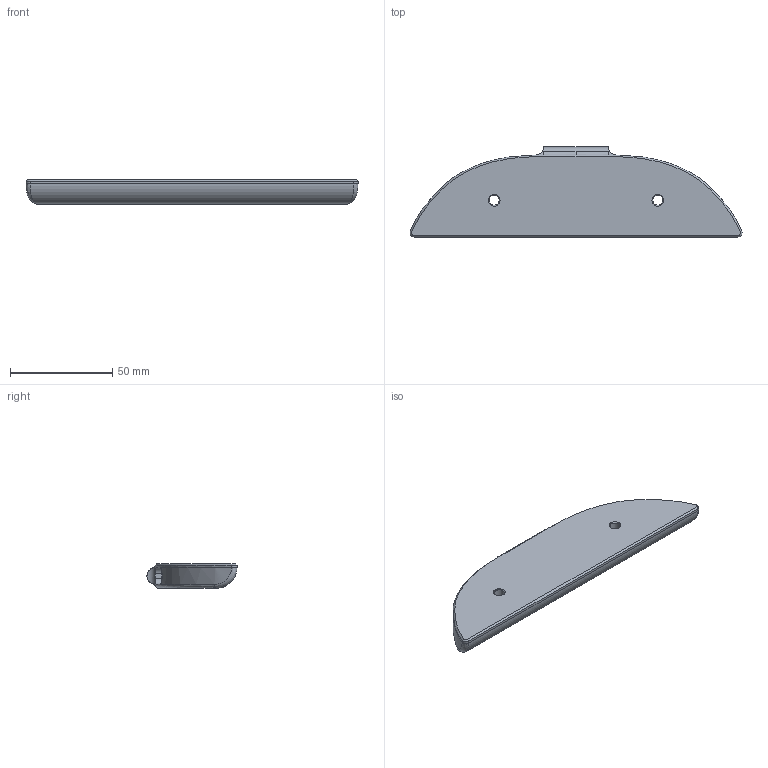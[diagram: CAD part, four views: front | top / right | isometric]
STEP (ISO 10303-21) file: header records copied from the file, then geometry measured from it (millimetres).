
FILE_DESCRIPTION(('HOOPS Exchange Step'),'2;1');
FILE_NAME('temp_export','2021-04-05T04:27:54-04:00',('poastoast'),('Shapr3D Limited'),'HOOPS Exchange 2020.2','Shapr3D','Authorized');
FILE_SCHEMA( ('AP203_CONFIGURATION_CONTROLLED_3D_DESIGN_OF_MECHANICAL_PARTS_AND_ASSEMBLIES_MIM_LF') );
Length unit declared in the file: millimetre
Products named in the file (1): 12C3BA01-BC89-44EA-B0AE-8D9CACE0CEED.tmp
Bounding box: 162.25 x 44 x 12 mm (x, y, z)
Volume: 56729.4 mm3; surface area: 15123.2 mm2
Topology: 1 solids, 1 shells, 84 faces, 199 edges, 109 vertices
Faces by surface type: bspline 28, cylinder 24, plane 18, sphere 8, cone 6
Full cylindrical faces by diameter (mm): 5 x2, 12 x2
Entity records: 6733 total; most frequent: CARTESIAN_POINT 5003, ORIENTED_EDGE 378, DIRECTION 305, EDGE_CURVE 189, AXIS2_PLACEMENT_3D 121, VERTEX_POINT 109, EDGE_LOOP 90, FACE_BOUND 90
